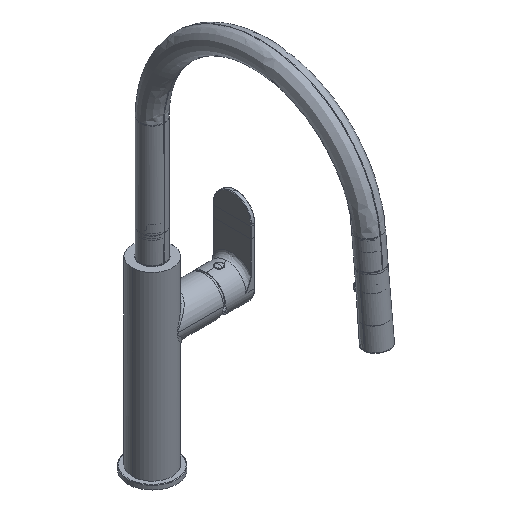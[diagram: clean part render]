
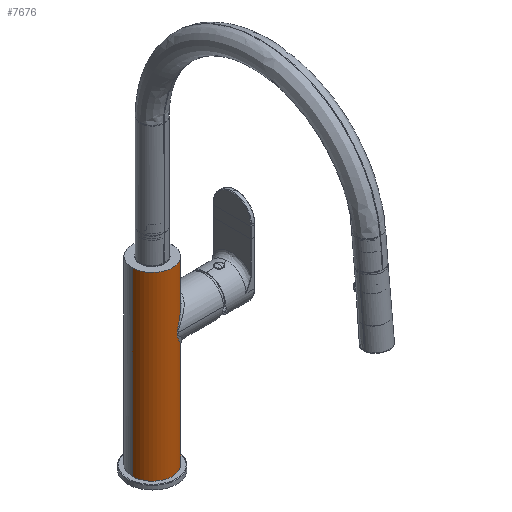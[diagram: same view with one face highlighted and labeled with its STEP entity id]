
A CAD part, isometric view. The second image highlights one B-rep face of the part: STEP entity #7676.
In plain terms, the highlighted cylindrical face has radius 20 mm (diameter 40 mm), a partial arc.
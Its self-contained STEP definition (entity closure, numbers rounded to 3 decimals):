
#3999=B_SPLINE_CURVE_WITH_KNOTS('',1,(#74746,#74747),.UNSPECIFIED.,.F.,
 .F.,(2,2),(-180.5,0.),.UNSPECIFIED.);
#4000=B_SPLINE_CURVE_WITH_KNOTS('',1,(#74758,#74759),.UNSPECIFIED.,.F.,
 .F.,(2,2),(0.,36.),.UNSPECIFIED.);
#4001=B_SPLINE_CURVE_WITH_KNOTS('',1,(#74760,#74761),.UNSPECIFIED.,.F.,
 .F.,(2,2),(0.,96.5),.UNSPECIFIED.);
#4003=B_SPLINE_CURVE_WITH_KNOTS('',3,(#74771,#74772,#74773,#74774,#74775,
#74776,#74777,#74778,#74779,#74780,#74781,#74782,#74783,#74784,#74785,#74786),
 .UNSPECIFIED.,.F.,.F.,(4,1,1,1,1,1,1,1,1,1,1,1,1,4),(0.,1.393,
3.338,6.107,8.884,11.662,15.634,
19.055,21.853,24.751,27.778,30.939,
34.194,37.549),.UNSPECIFIED.);
#4011=B_SPLINE_CURVE_WITH_KNOTS('',3,(#74889,#74890,#74891,#74892,#74893,
#74894,#74895,#74896,#74897,#74898,#74899,#74900,#74901,#74902,#74903,#74904,
#74905,#74906),.UNSPECIFIED.,.F.,.F.,(4,1,1,1,1,1,1,1,1,1,1,1,1,1,1,4),
(0.,0.,3.355,6.609,9.771,
12.798,15.696,18.494,21.915,25.887,
28.665,31.442,34.21,36.156,37.549,
37.549),.UNSPECIFIED.);
#5624=CYLINDRICAL_SURFACE('',#35673,20.);
#7676=ADVANCED_FACE('',(#9606),#5624,.T.);
#9606=FACE_OUTER_BOUND('',#11708,.T.);
#11708=EDGE_LOOP('',(#21740,#21741,#21742,#21743,#21744,#21745,#21746));
#21740=ORIENTED_EDGE('',*,*,#27106,.F.);
#21741=ORIENTED_EDGE('',*,*,#27104,.F.);
#21742=ORIENTED_EDGE('',*,*,#27109,.T.);
#21743=ORIENTED_EDGE('',*,*,#27108,.F.);
#21744=ORIENTED_EDGE('',*,*,#27119,.T.);
#21745=ORIENTED_EDGE('',*,*,#27111,.T.);
#21746=ORIENTED_EDGE('',*,*,#27107,.F.);
#27104=EDGE_CURVE('',#31887,#31885,#3999,.T.);
#27106=EDGE_CURVE('',#31885,#31886,#28545,.T.);
#27107=EDGE_CURVE('',#31886,#31891,#4000,.T.);
#27108=EDGE_CURVE('',#31889,#31888,#4001,.T.);
#27109=EDGE_CURVE('',#31887,#31888,#28546,.T.);
#27111=EDGE_CURVE('',#31894,#31891,#4003,.T.);
#27119=EDGE_CURVE('',#31889,#31894,#4011,.T.);
#28545=(
BOUNDED_CURVE()
B_SPLINE_CURVE(2,(#74753,#74754,#74755,#74756,#74757),.UNSPECIFIED.,.F.,
 .F.)
B_SPLINE_CURVE_WITH_KNOTS((3,2,3),(0.,31.416,62.832),
 .UNSPECIFIED.)
CURVE()
GEOMETRIC_REPRESENTATION_ITEM()
RATIONAL_B_SPLINE_CURVE((1.,0.707,1.,0.707,1.))
REPRESENTATION_ITEM('')
);
#28546=(
BOUNDED_CURVE()
B_SPLINE_CURVE(2,(#74762,#74763,#74764,#74765,#74766),.UNSPECIFIED.,.F.,
 .F.)
B_SPLINE_CURVE_WITH_KNOTS((3,2,3),(-62.832,-31.416,
0.),.UNSPECIFIED.)
CURVE()
GEOMETRIC_REPRESENTATION_ITEM()
RATIONAL_B_SPLINE_CURVE((1.,0.707,1.,0.707,1.))
REPRESENTATION_ITEM('')
);
#31885=VERTEX_POINT('',#74625);
#31886=VERTEX_POINT('',#74626);
#31887=VERTEX_POINT('',#74627);
#31888=VERTEX_POINT('',#74628);
#31889=VERTEX_POINT('',#74629);
#31891=VERTEX_POINT('',#74631);
#31894=VERTEX_POINT('',#74634);
#35673=AXIS2_PLACEMENT_3D('',#72962,#37357,$);
#37357=DIRECTION('',(0.,0.,-1.));
#72962=CARTESIAN_POINT('',(0.,0.,94.25));
#74625=CARTESIAN_POINT('',(0.,20.,184.5));
#74626=CARTESIAN_POINT('',(0.,-20.,184.5));
#74627=CARTESIAN_POINT('',(0.,20.,4.));
#74628=CARTESIAN_POINT('',(0.,-20.,4.));
#74629=CARTESIAN_POINT('',(0.,-20.,100.5));
#74631=CARTESIAN_POINT('',(0.,-20.,148.5));
#74634=CARTESIAN_POINT('',(-19.2,-5.6,124.5));
#74746=CARTESIAN_POINT('',(0.,20.,4.));
#74747=CARTESIAN_POINT('',(0.,20.,184.5));
#74753=CARTESIAN_POINT('',(0.,20.,184.5));
#74754=CARTESIAN_POINT('',(-20.,20.,184.5));
#74755=CARTESIAN_POINT('',(-20.,0.,184.5));
#74756=CARTESIAN_POINT('',(-20.,-20.,184.5));
#74757=CARTESIAN_POINT('',(0.,-20.,184.5));
#74758=CARTESIAN_POINT('',(0.,-20.,184.5));
#74759=CARTESIAN_POINT('',(0.,-20.,148.5));
#74760=CARTESIAN_POINT('',(0.,-20.,100.5));
#74761=CARTESIAN_POINT('',(0.,-20.,4.));
#74762=CARTESIAN_POINT('',(0.,20.,4.));
#74763=CARTESIAN_POINT('',(-20.,20.,4.));
#74764=CARTESIAN_POINT('',(-20.,0.,4.));
#74765=CARTESIAN_POINT('',(-20.,-20.,4.));
#74766=CARTESIAN_POINT('',(0.,-20.,4.));
#74771=CARTESIAN_POINT('',(-19.2,-5.6,124.5));
#74772=CARTESIAN_POINT('',(-19.2,-5.6,125.026));
#74773=CARTESIAN_POINT('',(-19.166,-5.717,126.287));
#74774=CARTESIAN_POINT('',(-18.971,-6.357,128.453));
#74775=CARTESIAN_POINT('',(-18.557,-7.51,130.843));
#74776=CARTESIAN_POINT('',(-17.906,-8.96,133.283));
#74777=CARTESIAN_POINT('',(-16.952,-10.686,135.908));
#74778=CARTESIAN_POINT('',(-15.657,-12.531,138.529));
#74779=CARTESIAN_POINT('',(-14.042,-14.301,140.956));
#74780=CARTESIAN_POINT('',(-12.347,-15.783,142.949));
#74781=CARTESIAN_POINT('',(-10.5,-17.076,144.667));
#74782=CARTESIAN_POINT('',(-8.332,-18.243,146.204));
#74783=CARTESIAN_POINT('',(-5.826,-19.2,147.458));
#74784=CARTESIAN_POINT('',(-3.01,-19.847,148.3));
#74785=CARTESIAN_POINT('',(-1.013,-20.,148.5));
#74786=CARTESIAN_POINT('',(0.,-20.,148.5));
#74889=CARTESIAN_POINT('',(0.,-20.,100.5));
#74890=CARTESIAN_POINT('',(0.,-20.,100.5));
#74891=CARTESIAN_POINT('',(-1.013,-20.,100.5));
#74892=CARTESIAN_POINT('',(-3.01,-19.847,100.7));
#74893=CARTESIAN_POINT('',(-5.826,-19.2,101.542));
#74894=CARTESIAN_POINT('',(-8.332,-18.243,102.796));
#74895=CARTESIAN_POINT('',(-10.5,-17.076,104.333));
#74896=CARTESIAN_POINT('',(-12.347,-15.783,106.051));
#74897=CARTESIAN_POINT('',(-14.042,-14.301,108.044));
#74898=CARTESIAN_POINT('',(-15.657,-12.531,110.471));
#74899=CARTESIAN_POINT('',(-16.952,-10.687,113.092));
#74900=CARTESIAN_POINT('',(-17.906,-8.96,115.717));
#74901=CARTESIAN_POINT('',(-18.557,-7.511,118.157));
#74902=CARTESIAN_POINT('',(-18.971,-6.356,120.546));
#74903=CARTESIAN_POINT('',(-19.166,-5.717,122.713));
#74904=CARTESIAN_POINT('',(-19.2,-5.6,123.974));
#74905=CARTESIAN_POINT('',(-19.2,-5.6,124.5));
#74906=CARTESIAN_POINT('',(-19.2,-5.6,124.5));
